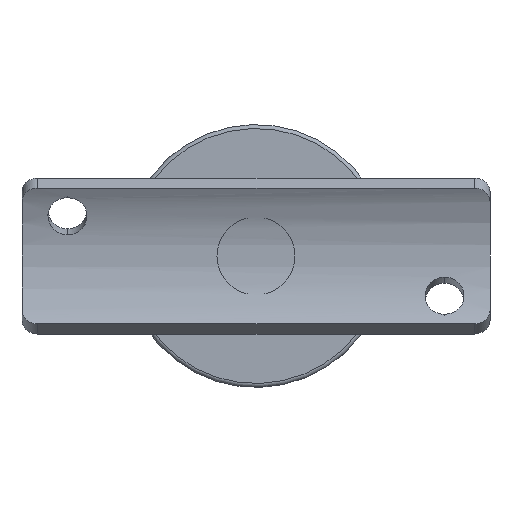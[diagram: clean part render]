
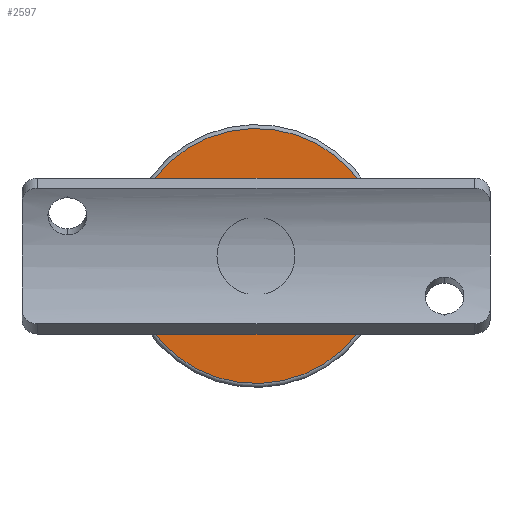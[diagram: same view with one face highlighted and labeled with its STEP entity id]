
A CAD part, left-side view. The second image highlights one B-rep face of the part: STEP entity #2597.
In plain terms, the highlighted face is planar.
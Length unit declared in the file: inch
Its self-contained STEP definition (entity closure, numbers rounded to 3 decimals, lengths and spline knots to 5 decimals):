
#30 = DIRECTION ( 'NONE',  ( 0., 0., 1. ) ) ;
#160 = AXIS2_PLACEMENT_3D ( 'NONE', #1408, #1898, #30 ) ;
#164 = CIRCLE ( 'NONE', #2908, 0.19685 ) ;
#168 = ORIENTED_EDGE ( 'NONE', *, *, #1335, .T. ) ;
#286 = DIRECTION ( 'NONE',  ( 0., 0., 1. ) ) ;
#315 = CARTESIAN_POINT ( 'NONE',  ( 0., 0.46396, 0.6437 ) ) ;
#404 = DIRECTION ( 'NONE',  ( 0., 0., 1. ) ) ;
#451 = VERTEX_POINT ( 'NONE', #1122 ) ;
#452 = FACE_OUTER_BOUND ( 'NONE', #618, .T. ) ;
#481 = CARTESIAN_POINT ( 'NONE',  ( 0., 0.46396, 0. ) ) ;
#618 = EDGE_LOOP ( 'NONE', ( #168, #2867 ) ) ;
#619 = CIRCLE ( 'NONE', #2123, 0.19685 ) ;
#971 = FACE_BOUND ( 'NONE', #2763, .T. ) ;
#996 = EDGE_CURVE ( 'NONE', #451, #2373, #619, .T. ) ;
#1122 = CARTESIAN_POINT ( 'NONE',  ( 0., 0.46396, 0.19685 ) ) ;
#1195 = ORIENTED_EDGE ( 'NONE', *, *, #996, .F. ) ;
#1259 = DIRECTION ( 'NONE',  ( 0., 1., 0. ) ) ;
#1335 = EDGE_CURVE ( 'NONE', #2726, #2060, #1844, .T. ) ;
#1408 = CARTESIAN_POINT ( 'NONE',  ( -0.19685, 0.46396, 0. ) ) ;
#1416 = AXIS2_PLACEMENT_3D ( 'NONE', #2052, #1259, #2988 ) ;
#1433 = CARTESIAN_POINT ( 'NONE',  ( 0., 0.46396, 0. ) ) ;
#1504 = CIRCLE ( 'NONE', #2018, 0.6437 ) ;
#1783 = EDGE_CURVE ( 'NONE', #2373, #451, #164, .T. ) ;
#1844 = CIRCLE ( 'NONE', #1416, 0.6437 ) ;
#1898 = DIRECTION ( 'NONE',  ( 0., 1., 0. ) ) ;
#2018 = AXIS2_PLACEMENT_3D ( 'NONE', #481, #2645, #2864 ) ;
#2052 = CARTESIAN_POINT ( 'NONE',  ( 0., 0.46396, 0. ) ) ;
#2060 = VERTEX_POINT ( 'NONE', #2343 ) ;
#2067 = CARTESIAN_POINT ( 'NONE',  ( 0., 0.46396, -0.19685 ) ) ;
#2082 = ORIENTED_EDGE ( 'NONE', *, *, #1783, .F. ) ;
#2109 = PLANE ( 'NONE',  #160 ) ;
#2113 = EDGE_CURVE ( 'NONE', #2060, #2726, #1504, .T. ) ;
#2123 = AXIS2_PLACEMENT_3D ( 'NONE', #1433, #2665, #286 ) ;
#2343 = CARTESIAN_POINT ( 'NONE',  ( 0., 0.46396, -0.6437 ) ) ;
#2373 = VERTEX_POINT ( 'NONE', #2067 ) ;
#2545 = DIRECTION ( 'NONE',  ( 0., 1., 0. ) ) ;
#2597 = ADVANCED_FACE ( 'NONE', ( #452, #971 ), #2109, .T. ) ;
#2609 = CARTESIAN_POINT ( 'NONE',  ( 0., 0.46396, 0. ) ) ;
#2645 = DIRECTION ( 'NONE',  ( 0., 1., 0. ) ) ;
#2665 = DIRECTION ( 'NONE',  ( 0., 1., 0. ) ) ;
#2726 = VERTEX_POINT ( 'NONE', #315 ) ;
#2763 = EDGE_LOOP ( 'NONE', ( #1195, #2082 ) ) ;
#2864 = DIRECTION ( 'NONE',  ( 0., 0., 1. ) ) ;
#2867 = ORIENTED_EDGE ( 'NONE', *, *, #2113, .T. ) ;
#2908 = AXIS2_PLACEMENT_3D ( 'NONE', #2609, #2545, #404 ) ;
#2988 = DIRECTION ( 'NONE',  ( 0., 0., 1. ) ) ;
